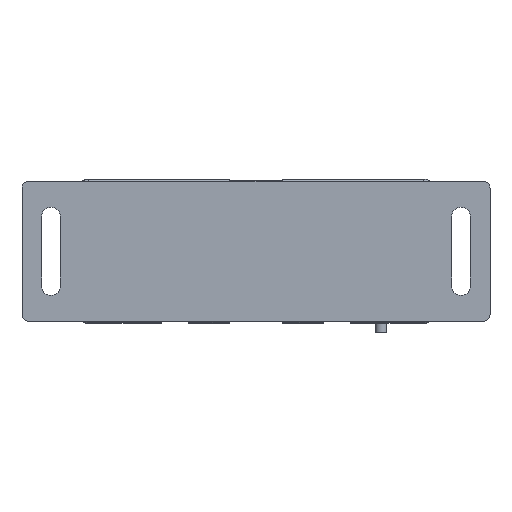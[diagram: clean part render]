
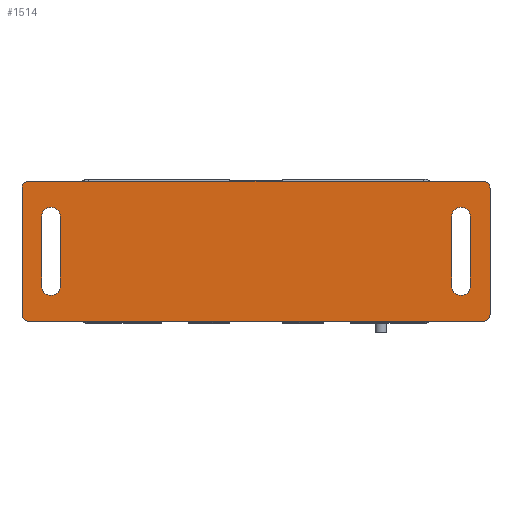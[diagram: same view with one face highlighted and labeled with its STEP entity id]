
A CAD part, front view. The second image highlights one B-rep face of the part: STEP entity #1514.
In plain terms, the highlighted planar face has unit normal (0, -1, 0).
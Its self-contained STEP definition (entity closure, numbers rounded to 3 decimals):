
#1514=ADVANCED_FACE('',(#3061,#3062,#3063),#3064,.T.);
#3061=FACE_OUTER_BOUND('',#4639,.T.);
#3062=FACE_BOUND('',#4640,.T.);
#3063=FACE_BOUND('',#4641,.T.);
#3064=PLANE('',#4642);
#4639=EDGE_LOOP('',(#9411,#9412,#9413,#9414,#9415,#9416,#9417,#9418));
#4640=EDGE_LOOP('',(#9419,#9420,#9421,#9422));
#4641=EDGE_LOOP('',(#9423,#9424,#9425,#9426));
#4642=AXIS2_PLACEMENT_3D('',#9427,#9428,#9429);
#9411=ORIENTED_EDGE('',*,*,#11579,.T.);
#9412=ORIENTED_EDGE('',*,*,#11580,.T.);
#9413=ORIENTED_EDGE('',*,*,#11575,.T.);
#9414=ORIENTED_EDGE('',*,*,#11581,.T.);
#9415=ORIENTED_EDGE('',*,*,#11582,.T.);
#9416=ORIENTED_EDGE('',*,*,#11583,.T.);
#9417=ORIENTED_EDGE('',*,*,#11584,.T.);
#9418=ORIENTED_EDGE('',*,*,#11585,.T.);
#9419=ORIENTED_EDGE('',*,*,#11586,.F.);
#9420=ORIENTED_EDGE('',*,*,#11587,.T.);
#9421=ORIENTED_EDGE('',*,*,#11588,.F.);
#9422=ORIENTED_EDGE('',*,*,#11589,.T.);
#9423=ORIENTED_EDGE('',*,*,#11590,.T.);
#9424=ORIENTED_EDGE('',*,*,#11591,.T.);
#9425=ORIENTED_EDGE('',*,*,#11592,.T.);
#9426=ORIENTED_EDGE('',*,*,#11593,.T.);
#9427=CARTESIAN_POINT('',(0.,0.,-0.041));
#9428=DIRECTION('',(0.0,-1.0,0.));
#9429=DIRECTION('',(0.0,0.,-1.0));
#11575=EDGE_CURVE('',#14459,#14460,#14461,.T.);
#11579=EDGE_CURVE('',#14465,#14466,#14467,.T.);
#11580=EDGE_CURVE('',#14466,#14459,#14468,.T.);
#11581=EDGE_CURVE('',#14460,#14469,#14470,.T.);
#11582=EDGE_CURVE('',#14469,#14471,#14472,.T.);
#11583=EDGE_CURVE('',#14471,#14473,#14474,.T.);
#11584=EDGE_CURVE('',#14473,#14475,#14476,.T.);
#11585=EDGE_CURVE('',#14475,#14465,#14477,.T.);
#11586=EDGE_CURVE('',#14478,#14479,#14480,.T.);
#11587=EDGE_CURVE('',#14478,#14481,#14482,.T.);
#11588=EDGE_CURVE('',#14483,#14481,#14484,.T.);
#11589=EDGE_CURVE('',#14483,#14479,#14485,.T.);
#11590=EDGE_CURVE('',#14486,#14487,#14488,.T.);
#11591=EDGE_CURVE('',#14487,#14489,#14490,.T.);
#11592=EDGE_CURVE('',#14489,#14491,#14492,.T.);
#11593=EDGE_CURVE('',#14491,#14486,#14493,.T.);
#14459=VERTEX_POINT('',#18692);
#14460=VERTEX_POINT('',#18693);
#14461=LINE('',#18694,#18695);
#14465=VERTEX_POINT('',#18701);
#14466=VERTEX_POINT('',#18702);
#14467=LINE('',#18703,#18704);
#14468=CIRCLE('',#18705,3.0);
#14469=VERTEX_POINT('',#18706);
#14470=CIRCLE('',#18707,3.0);
#14471=VERTEX_POINT('',#18708);
#14472=LINE('',#18709,#18710);
#14473=VERTEX_POINT('',#18711);
#14474=CIRCLE('',#18712,3.0);
#14475=VERTEX_POINT('',#18713);
#14476=LINE('',#18714,#18715);
#14477=CIRCLE('',#18716,3.0);
#14478=VERTEX_POINT('',#18717);
#14479=VERTEX_POINT('',#18718);
#14480=LINE('',#18719,#18720);
#14481=VERTEX_POINT('',#18721);
#14482=CIRCLE('',#18722,4.05);
#14483=VERTEX_POINT('',#18723);
#14484=LINE('',#18724,#18725);
#14485=CIRCLE('',#18726,4.05);
#14486=VERTEX_POINT('',#18727);
#14487=VERTEX_POINT('',#18728);
#14488=LINE('',#18729,#18730);
#14489=VERTEX_POINT('',#18731);
#14490=CIRCLE('',#18732,4.05);
#14491=VERTEX_POINT('',#18733);
#14492=LINE('',#18734,#18735);
#14493=CIRCLE('',#18736,4.05);
#18692=CARTESIAN_POINT('',(-101.,0.,27.159));
#18693=CARTESIAN_POINT('',(-101.,0.,-27.241));
#18694=CARTESIAN_POINT('',(-101.,0.,27.159));
#18695=VECTOR('',#20553,54.4);
#18701=CARTESIAN_POINT('',(98.,0.,30.159));
#18702=CARTESIAN_POINT('',(-98.,0.,30.159));
#18703=CARTESIAN_POINT('',(98.,0.,30.159));
#18704=VECTOR('',#20556,196.0);
#18705=AXIS2_PLACEMENT_3D('',#20557,#20558,#20559);
#18706=CARTESIAN_POINT('',(-98.,0.,-30.241));
#18707=AXIS2_PLACEMENT_3D('',#20560,#20561,#20562);
#18708=CARTESIAN_POINT('',(98.,0.,-30.241));
#18709=CARTESIAN_POINT('',(-98.,0.,-30.241));
#18710=VECTOR('',#20563,196.0);
#18711=CARTESIAN_POINT('',(101.,0.,-27.241));
#18712=AXIS2_PLACEMENT_3D('',#20564,#20565,#20566);
#18713=CARTESIAN_POINT('',(101.,0.,27.159));
#18714=CARTESIAN_POINT('',(101.,0.,-27.241));
#18715=VECTOR('',#20567,54.4);
#18716=AXIS2_PLACEMENT_3D('',#20568,#20569,#20570);
#18717=CARTESIAN_POINT('',(84.45,0.,14.959));
#18718=CARTESIAN_POINT('',(84.45,0.,-15.041));
#18719=CARTESIAN_POINT('',(84.45,0.,14.959));
#18720=VECTOR('',#20571,30.0);
#18721=CARTESIAN_POINT('',(92.55,0.,14.959));
#18722=AXIS2_PLACEMENT_3D('',#20572,#20573,#20574);
#18723=CARTESIAN_POINT('',(92.55,0.,-15.041));
#18724=CARTESIAN_POINT('',(92.55,0.,-15.041));
#18725=VECTOR('',#20575,30.0);
#18726=AXIS2_PLACEMENT_3D('',#20576,#20577,#20578);
#18727=CARTESIAN_POINT('',(-84.45,0.,14.959));
#18728=CARTESIAN_POINT('',(-84.45,0.,-15.041));
#18729=CARTESIAN_POINT('',(-84.45,0.,14.959));
#18730=VECTOR('',#20579,30.0);
#18731=CARTESIAN_POINT('',(-92.55,0.,-15.041));
#18732=AXIS2_PLACEMENT_3D('',#20580,#20581,#20582);
#18733=CARTESIAN_POINT('',(-92.55,0.,14.959));
#18734=CARTESIAN_POINT('',(-92.55,0.,-15.041));
#18735=VECTOR('',#20583,30.0);
#18736=AXIS2_PLACEMENT_3D('',#20584,#20585,#20586);
#20553=DIRECTION('',(0.0,0.,-1.0));
#20556=DIRECTION('',(-1.0,0.0,0.0));
#20557=CARTESIAN_POINT('',(-98.,0.,27.159));
#20558=DIRECTION('',(0.,-1.0,0.));
#20559=DIRECTION('',(0.,0.,1.0));
#20560=CARTESIAN_POINT('',(-98.,0.,-27.241));
#20561=DIRECTION('',(-0.0,-1.0,0.));
#20562=DIRECTION('',(-1.0,0.0,0.0));
#20563=DIRECTION('',(1.0,0.0,0.0));
#20564=CARTESIAN_POINT('',(98.,0.,-27.241));
#20565=DIRECTION('',(0.,-1.0,0.));
#20566=DIRECTION('',(0.,0.,-1.0));
#20567=DIRECTION('',(0.0,0.,1.0));
#20568=CARTESIAN_POINT('',(98.,0.,27.159));
#20569=DIRECTION('',(0.0,-1.0,0.));
#20570=DIRECTION('',(1.0,0.0,0.0));
#20571=DIRECTION('',(0.0,0.,-1.0));
#20572=CARTESIAN_POINT('',(88.5,0.,14.959));
#20573=DIRECTION('',(0.0,1.0,0.));
#20574=DIRECTION('',(-1.0,0.0,0.0));
#20575=DIRECTION('',(0.0,0.,1.0));
#20576=CARTESIAN_POINT('',(88.5,0.,-15.041));
#20577=DIRECTION('',(-0.0,1.0,0.));
#20578=DIRECTION('',(1.0,0.0,0.0));
#20579=DIRECTION('',(0.0,0.,-1.0));
#20580=CARTESIAN_POINT('',(-88.5,0.,-15.041));
#20581=DIRECTION('',(-0.0,1.0,0.));
#20582=DIRECTION('',(1.0,0.0,0.0));
#20583=DIRECTION('',(0.0,0.,1.0));
#20584=CARTESIAN_POINT('',(-88.5,0.,14.959));
#20585=DIRECTION('',(0.0,1.0,0.));
#20586=DIRECTION('',(-1.0,0.0,0.0));
